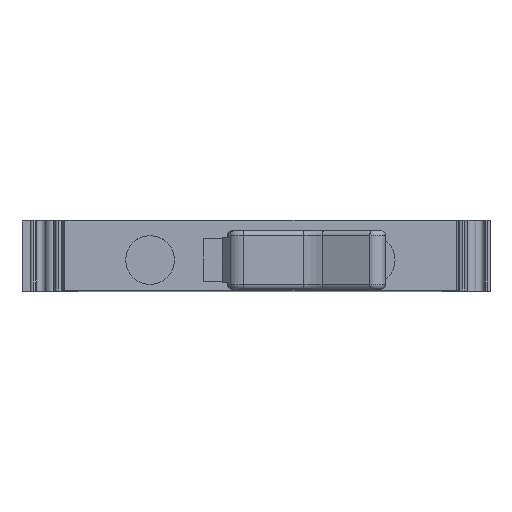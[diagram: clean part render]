
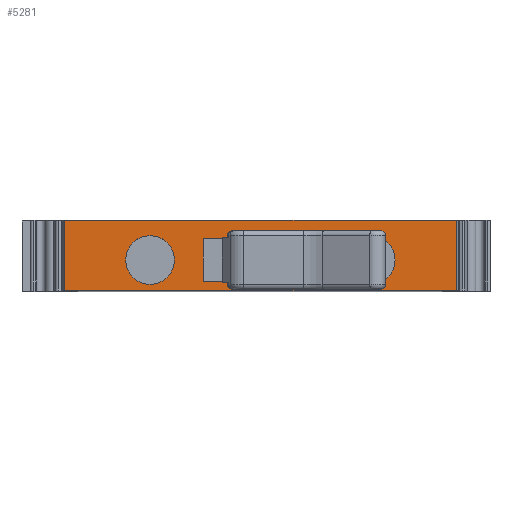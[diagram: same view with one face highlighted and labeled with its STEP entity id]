
A CAD part, top view. The second image highlights one B-rep face of the part: STEP entity #5281.
In plain terms, the highlighted planar face has unit normal (0, 0, 1).
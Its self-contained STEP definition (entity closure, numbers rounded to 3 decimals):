
#166=CIRCLE('',#5626,2.75);
#167=CIRCLE('',#5627,2.75);
#1033=ORIENTED_EDGE('',*,*,#1893,.T.);
#1034=ORIENTED_EDGE('',*,*,#1894,.F.);
#1035=ORIENTED_EDGE('',*,*,#1895,.F.);
#1036=ORIENTED_EDGE('',*,*,#1888,.T.);
#1037=ORIENTED_EDGE('',*,*,#1509,.T.);
#1038=ORIENTED_EDGE('',*,*,#1887,.F.);
#1039=ORIENTED_EDGE('',*,*,#1896,.F.);
#1040=ORIENTED_EDGE('',*,*,#1897,.F.);
#1041=ORIENTED_EDGE('',*,*,#1898,.F.);
#1042=ORIENTED_EDGE('',*,*,#1890,.T.);
#1043=ORIENTED_EDGE('',*,*,#1899,.F.);
#1044=ORIENTED_EDGE('',*,*,#1631,.F.);
#1045=ORIENTED_EDGE('',*,*,#1900,.T.);
#1046=ORIENTED_EDGE('',*,*,#1635,.T.);
#1509=EDGE_CURVE('',#2033,#2034,#2397,.T.);
#1631=EDGE_CURVE('',#2106,#2105,#2494,.T.);
#1635=EDGE_CURVE('',#2107,#2110,#2498,.T.);
#1887=EDGE_CURVE('',#2275,#2034,#2682,.T.);
#1888=EDGE_CURVE('',#2276,#2033,#2683,.T.);
#1890=EDGE_CURVE('',#2277,#2278,#2684,.T.);
#1893=EDGE_CURVE('',#2279,#2279,#166,.T.);
#1894=EDGE_CURVE('',#2280,#2280,#167,.T.);
#1895=EDGE_CURVE('',#2276,#2278,#2687,.T.);
#1896=EDGE_CURVE('',#2281,#2275,#2688,.T.);
#1897=EDGE_CURVE('',#2282,#2281,#2689,.T.);
#1898=EDGE_CURVE('',#2277,#2282,#2690,.T.);
#1899=EDGE_CURVE('',#2105,#2110,#2691,.T.);
#1900=EDGE_CURVE('',#2106,#2107,#2692,.T.);
#2033=VERTEX_POINT('',#7075);
#2034=VERTEX_POINT('',#7076);
#2105=VERTEX_POINT('',#7306);
#2106=VERTEX_POINT('',#7308);
#2107=VERTEX_POINT('',#7312);
#2110=VERTEX_POINT('',#7317);
#2275=VERTEX_POINT('',#7819);
#2276=VERTEX_POINT('',#7823);
#2277=VERTEX_POINT('',#7827);
#2278=VERTEX_POINT('',#7828);
#2279=VERTEX_POINT('',#7833);
#2280=VERTEX_POINT('',#7835);
#2281=VERTEX_POINT('',#7838);
#2282=VERTEX_POINT('',#7840);
#2397=LINE('',#7074,#2817);
#2494=LINE('',#7309,#2914);
#2498=LINE('',#7318,#2918);
#2682=LINE('',#7820,#3102);
#2683=LINE('',#7822,#3103);
#2684=LINE('',#7826,#3104);
#2687=LINE('',#7836,#3107);
#2688=LINE('',#7837,#3108);
#2689=LINE('',#7839,#3109);
#2690=LINE('',#7841,#3110);
#2691=LINE('',#7842,#3111);
#2692=LINE('',#7843,#3112);
#2817=VECTOR('',#5949,1000.);
#2914=VECTOR('',#6174,1000.);
#2918=VECTOR('',#6180,1000.);
#3102=VECTOR('',#6670,1000.);
#3103=VECTOR('',#6673,1000.);
#3104=VECTOR('',#6678,1000.);
#3107=VECTOR('',#6687,1000.);
#3108=VECTOR('',#6688,1000.);
#3109=VECTOR('',#6689,1000.);
#3110=VECTOR('',#6690,1000.);
#3111=VECTOR('',#6691,1000.);
#3112=VECTOR('',#6692,1000.);
#3314=EDGE_LOOP('',(#1033));
#3315=EDGE_LOOP('',(#1034));
#3316=EDGE_LOOP('',(#1035,#1036,#1037,#1038,#1039,#1040,#1041,#1042));
#3317=EDGE_LOOP('',(#1043,#1044,#1045,#1046));
#3524=FACE_BOUND('',#3314,.T.);
#3525=FACE_BOUND('',#3315,.T.);
#3526=FACE_BOUND('',#3316,.T.);
#3527=FACE_BOUND('',#3317,.T.);
#3658=PLANE('',#5625);
#5281=ADVANCED_FACE('',(#3524,#3525,#3526,#3527),#3658,.T.);
#5625=AXIS2_PLACEMENT_3D('',#7831,#6681,#6682);
#5626=AXIS2_PLACEMENT_3D('',#7832,#6683,#6684);
#5627=AXIS2_PLACEMENT_3D('',#7834,#6685,#6686);
#5949=DIRECTION('',(-1.,0.,0.));
#6174=DIRECTION('',(0.,1.,0.));
#6180=DIRECTION('',(0.,1.,0.));
#6670=DIRECTION('',(0.,-1.,0.));
#6673=DIRECTION('',(0.,-1.,0.));
#6678=DIRECTION('',(0.,1.,0.));
#6681=DIRECTION('',(0.,0.,1.));
#6682=DIRECTION('',(1.,0.,0.));
#6683=DIRECTION('',(0.,0.,-1.));
#6684=DIRECTION('',(1.,0.,0.));
#6685=DIRECTION('',(0.,0.,1.));
#6686=DIRECTION('',(1.,0.,0.));
#6687=DIRECTION('',(-1.,0.,0.));
#6688=DIRECTION('',(1.,0.,0.));
#6689=DIRECTION('',(0.,-1.,0.));
#6690=DIRECTION('',(-1.,0.,0.));
#6691=DIRECTION('',(1.,0.,0.));
#6692=DIRECTION('',(1.,0.,0.));
#7074=CARTESIAN_POINT('',(-8.5,-3.,25.425));
#7075=CARTESIAN_POINT('',(8.258,-3.,25.425));
#7076=CARTESIAN_POINT('',(-4.3,-3.,25.425));
#7306=CARTESIAN_POINT('',(-22.197,4.,25.425));
#7308=CARTESIAN_POINT('',(-22.197,-4.,25.425));
#7309=CARTESIAN_POINT('',(-22.197,-4.,25.425));
#7312=CARTESIAN_POINT('',(22.197,-4.,25.425));
#7317=CARTESIAN_POINT('',(22.197,4.,25.425));
#7318=CARTESIAN_POINT('',(22.197,-4.,25.425));
#7819=CARTESIAN_POINT('',(-4.3,-2.9,25.425));
#7820=CARTESIAN_POINT('',(-4.3,26.698,25.425));
#7822=CARTESIAN_POINT('',(8.258,-3.,25.425));
#7823=CARTESIAN_POINT('',(8.258,2.,25.425));
#7826=CARTESIAN_POINT('',(-4.3,-27.698,25.425));
#7827=CARTESIAN_POINT('',(-4.3,1.9,25.425));
#7828=CARTESIAN_POINT('',(-4.3,2.,25.425));
#7831=CARTESIAN_POINT('',(-22.197,-4.,25.425));
#7832=CARTESIAN_POINT('',(12.5,-0.5,25.425));
#7833=CARTESIAN_POINT('',(15.25,-0.5,25.425));
#7834=CARTESIAN_POINT('',(-12.5,-0.5,25.425));
#7835=CARTESIAN_POINT('',(-9.75,-0.5,25.425));
#7836=CARTESIAN_POINT('',(-8.5,2.,25.425));
#7837=CARTESIAN_POINT('',(0.2,-2.9,25.425));
#7838=CARTESIAN_POINT('',(-6.5,-2.9,25.425));
#7839=CARTESIAN_POINT('',(-6.5,-3.,25.425));
#7840=CARTESIAN_POINT('',(-6.5,1.9,25.425));
#7841=CARTESIAN_POINT('',(0.2,1.9,25.425));
#7842=CARTESIAN_POINT('',(-22.197,4.,25.425));
#7843=CARTESIAN_POINT('',(-22.197,-4.,25.425));
